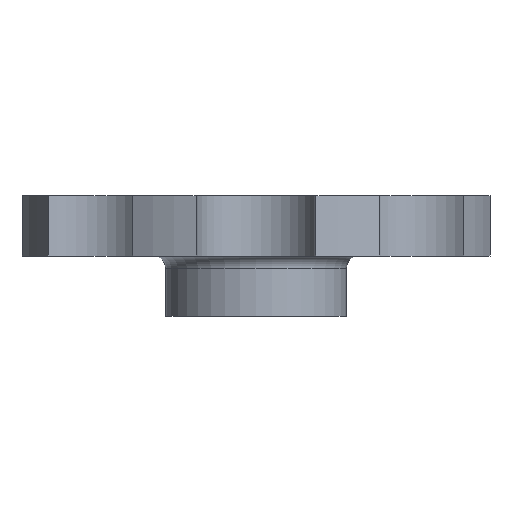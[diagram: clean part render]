
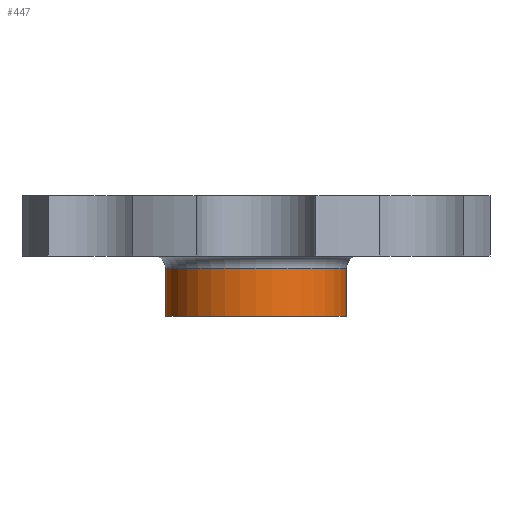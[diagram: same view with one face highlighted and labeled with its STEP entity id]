
A CAD part, front view. The second image highlights one B-rep face of the part: STEP entity #447.
In plain terms, the highlighted cylindrical face has radius 0.75 mm (diameter 1.5 mm), a partial arc.
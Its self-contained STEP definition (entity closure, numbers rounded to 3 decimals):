
#45 = DIRECTION ( 'NONE',  ( 0., 0., -1. ) ) ;
#46 = EDGE_CURVE ( 'NONE', #472, #621, #925, .T. ) ;
#51 = CARTESIAN_POINT ( 'NONE',  ( 0.75, 0., 0.4 ) ) ;
#69 = AXIS2_PLACEMENT_3D ( 'NONE', #415, #192, #345 ) ;
#85 = VECTOR ( 'NONE', #45, 1000. ) ;
#87 = CARTESIAN_POINT ( 'NONE',  ( -0.75, 0., 0. ) ) ;
#94 = EDGE_CURVE ( 'NONE', #234, #974, #230, .T. ) ;
#127 = DIRECTION ( 'NONE',  ( 0., 0., 1. ) ) ;
#192 = DIRECTION ( 'NONE',  ( 0., 0., -1. ) ) ;
#211 = DIRECTION ( 'NONE',  ( 1., 0., 0. ) ) ;
#230 = CIRCLE ( 'NONE', #938, 0.75 ) ;
#234 = VERTEX_POINT ( 'NONE', #87 ) ;
#267 = FACE_OUTER_BOUND ( 'NONE', #932, .T. ) ;
#279 = CARTESIAN_POINT ( 'NONE',  ( -0.75, 0., 0.5 ) ) ;
#329 = DIRECTION ( 'NONE',  ( 0., 0., -1. ) ) ;
#330 = ORIENTED_EDGE ( 'NONE', *, *, #46, .T. ) ;
#331 = CARTESIAN_POINT ( 'NONE',  ( 0.75, 0., 0. ) ) ;
#341 = LINE ( 'NONE', #279, #85 ) ;
#345 = DIRECTION ( 'NONE',  ( -1., 0., 0. ) ) ;
#350 = DIRECTION ( 'NONE',  ( 0., 0., -1. ) ) ;
#386 = EDGE_CURVE ( 'NONE', #472, #974, #786, .T. ) ;
#397 = EDGE_CURVE ( 'NONE', #621, #234, #341, .T. ) ;
#415 = CARTESIAN_POINT ( 'NONE',  ( 0., 0., 0.5 ) ) ;
#438 = CARTESIAN_POINT ( 'NONE',  ( 0., 0., 0. ) ) ;
#447 = ADVANCED_FACE ( 'NONE', ( #267 ), #958, .T. ) ;
#472 = VERTEX_POINT ( 'NONE', #51 ) ;
#486 = ORIENTED_EDGE ( 'NONE', *, *, #94, .T. ) ;
#490 = CARTESIAN_POINT ( 'NONE',  ( 0.75, 0., 0.5 ) ) ;
#515 = CARTESIAN_POINT ( 'NONE',  ( -0.75, 0., 0.4 ) ) ;
#562 = CARTESIAN_POINT ( 'NONE',  ( 0., 0., 0.4 ) ) ;
#621 = VERTEX_POINT ( 'NONE', #515 ) ;
#643 = ORIENTED_EDGE ( 'NONE', *, *, #386, .F. ) ;
#786 = LINE ( 'NONE', #490, #921 ) ;
#892 = AXIS2_PLACEMENT_3D ( 'NONE', #562, #329, #928 ) ;
#921 = VECTOR ( 'NONE', #350, 1000. ) ;
#925 = CIRCLE ( 'NONE', #892, 0.75 ) ;
#928 = DIRECTION ( 'NONE',  ( 1., 0., 0. ) ) ;
#932 = EDGE_LOOP ( 'NONE', ( #643, #330, #939, #486 ) ) ;
#938 = AXIS2_PLACEMENT_3D ( 'NONE', #438, #127, #211 ) ;
#939 = ORIENTED_EDGE ( 'NONE', *, *, #397, .T. ) ;
#958 = CYLINDRICAL_SURFACE ( 'NONE', #69, 0.75 ) ;
#974 = VERTEX_POINT ( 'NONE', #331 ) ;
